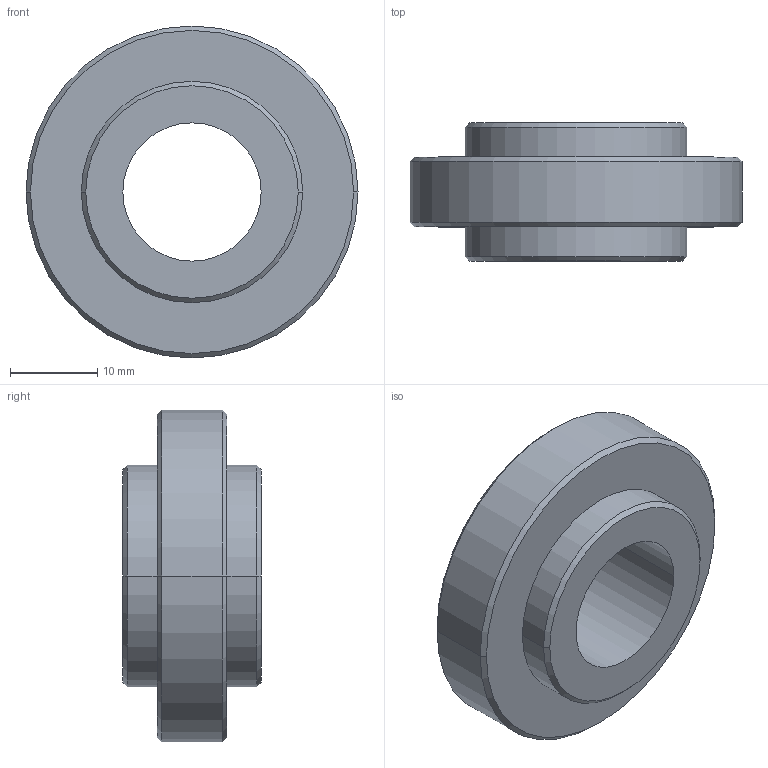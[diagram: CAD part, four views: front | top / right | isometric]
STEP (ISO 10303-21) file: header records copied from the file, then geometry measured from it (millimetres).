
FILE_DESCRIPTION((''),'2;1');
FILE_NAME('extrusionroller.stp','2002-01-27T10:11:52',('Administrator'),(''),'Autodesk Inventor (tm) 3.0','Autodesk Inventor (tm) 3.0','');
FILE_SCHEMA(('CONFIG_CONTROL_DESIGN'));
Length unit declared in the file: inch
Products named in the file (1): extrusionroller
Bounding box: 38.1 x 15.88 x 38.1 mm (x, y, z)
Volume: 9918.3 mm3; surface area: 4141.8 mm2
Topology: 1 solids, 1 shells, 20 faces, 40 edges, 24 vertices
Faces by surface type: cone 8, cylinder 6, plane 4, bspline 2
Entity records: 651 total; most frequent: CARTESIAN_POINT 119, DIRECTION 102, ORIENTED_EDGE 80, AXIS2_PLACEMENT_3D 43, EDGE_CURVE 40, VERTEX_POINT 24, CIRCLE 24, EDGE_LOOP 24
